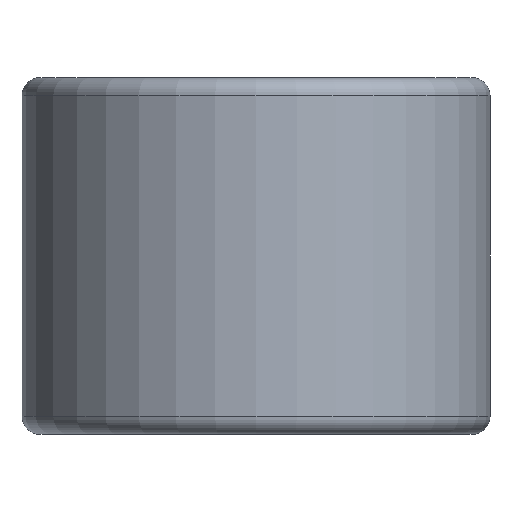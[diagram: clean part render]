
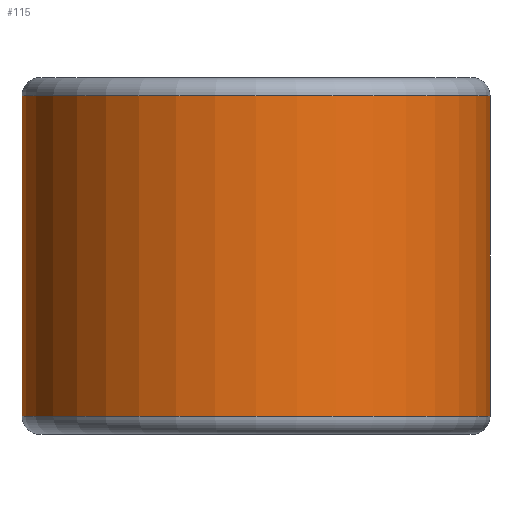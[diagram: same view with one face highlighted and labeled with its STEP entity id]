
A CAD part, front view. The second image highlights one B-rep face of the part: STEP entity #115.
In plain terms, the highlighted cylindrical face has radius 16.67 mm (diameter 33.34 mm), a partial arc.
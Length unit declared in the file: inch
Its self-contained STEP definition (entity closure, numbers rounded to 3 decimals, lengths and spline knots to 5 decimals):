
#6 = CIRCLE ( 'NONE', #289, 0.6563 ) ;
#23 = CARTESIAN_POINT ( 'NONE',  ( 0.6563, 0., 0.95 ) ) ;
#35 = CIRCLE ( 'NONE', #375, 0.6563 ) ;
#44 = EDGE_CURVE ( 'NONE', #165, #69, #6, .T. ) ;
#46 = CYLINDRICAL_SURFACE ( 'NONE', #118, 0.6563 ) ;
#51 = DIRECTION ( 'NONE',  ( -1., 0., 0. ) ) ;
#59 = CARTESIAN_POINT ( 'NONE',  ( 0., 0., 0.05 ) ) ;
#69 = VERTEX_POINT ( 'NONE', #212 ) ;
#73 = DIRECTION ( 'NONE',  ( 0., 0., -1. ) ) ;
#76 = CARTESIAN_POINT ( 'NONE',  ( -0.6563, 0., 0.05 ) ) ;
#115 = ADVANCED_FACE ( 'NONE', ( #418 ), #46, .T. ) ;
#118 = AXIS2_PLACEMENT_3D ( 'NONE', #155, #422, #51 ) ;
#125 = VECTOR ( 'NONE', #157, 39.37008 ) ;
#130 = DIRECTION ( 'NONE',  ( 0., 0., 1. ) ) ;
#143 = ORIENTED_EDGE ( 'NONE', *, *, #408, .T. ) ;
#155 = CARTESIAN_POINT ( 'NONE',  ( 0., 0., 1. ) ) ;
#157 = DIRECTION ( 'NONE',  ( 0., 0., -1. ) ) ;
#165 = VERTEX_POINT ( 'NONE', #23 ) ;
#169 = LINE ( 'NONE', #302, #242 ) ;
#172 = CARTESIAN_POINT ( 'NONE',  ( 0., 0., 0.95 ) ) ;
#181 = LINE ( 'NONE', #325, #125 ) ;
#199 = VERTEX_POINT ( 'NONE', #396 ) ;
#205 = DIRECTION ( 'NONE',  ( 1., 0., 0. ) ) ;
#212 = CARTESIAN_POINT ( 'NONE',  ( -0.6563, 0., 0.95 ) ) ;
#214 = DIRECTION ( 'NONE',  ( 0., 0., -1. ) ) ;
#224 = ORIENTED_EDGE ( 'NONE', *, *, #44, .T. ) ;
#242 = VECTOR ( 'NONE', #214, 39.37008 ) ;
#255 = EDGE_CURVE ( 'NONE', #311, #199, #35, .T. ) ;
#266 = DIRECTION ( 'NONE',  ( 1., 0., 0. ) ) ;
#289 = AXIS2_PLACEMENT_3D ( 'NONE', #172, #73, #205 ) ;
#296 = EDGE_LOOP ( 'NONE', ( #349, #224, #143, #359 ) ) ;
#298 = EDGE_CURVE ( 'NONE', #165, #199, #169, .T. ) ;
#302 = CARTESIAN_POINT ( 'NONE',  ( 0.6563, 0., 1. ) ) ;
#311 = VERTEX_POINT ( 'NONE', #76 ) ;
#325 = CARTESIAN_POINT ( 'NONE',  ( -0.6563, 0., 1. ) ) ;
#349 = ORIENTED_EDGE ( 'NONE', *, *, #298, .F. ) ;
#359 = ORIENTED_EDGE ( 'NONE', *, *, #255, .T. ) ;
#375 = AXIS2_PLACEMENT_3D ( 'NONE', #59, #130, #266 ) ;
#396 = CARTESIAN_POINT ( 'NONE',  ( 0.6563, 0., 0.05 ) ) ;
#408 = EDGE_CURVE ( 'NONE', #69, #311, #181, .T. ) ;
#418 = FACE_OUTER_BOUND ( 'NONE', #296, .T. ) ;
#422 = DIRECTION ( 'NONE',  ( 0., 0., -1. ) ) ;
